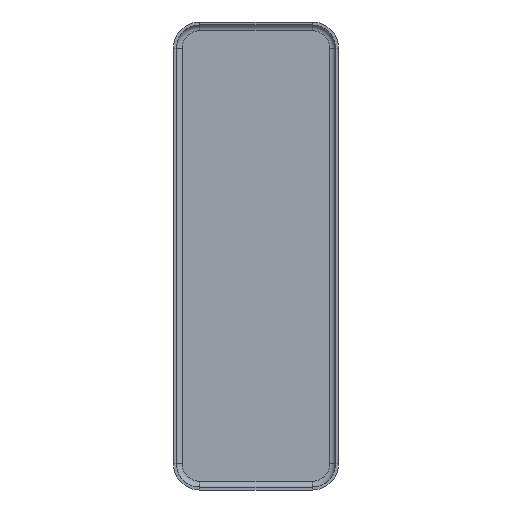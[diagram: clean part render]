
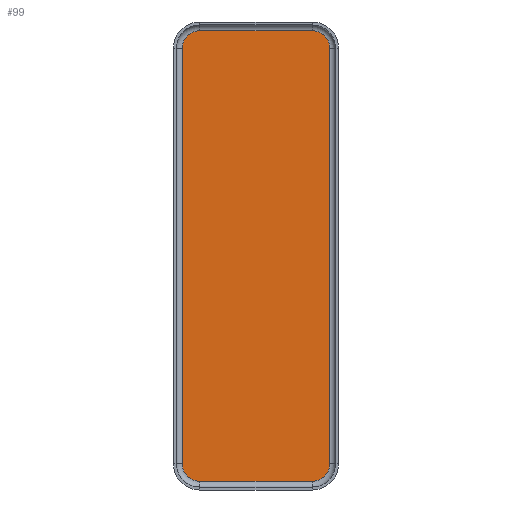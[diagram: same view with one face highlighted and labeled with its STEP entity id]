
A CAD part, front view. The second image highlights one B-rep face of the part: STEP entity #99.
In plain terms, the highlighted planar face has unit normal (0, -1, 0).
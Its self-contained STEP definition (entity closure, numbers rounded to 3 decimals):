
#30 = VERTEX_POINT ( 'NONE', #923 ) ;
#49 = CARTESIAN_POINT ( 'NONE',  ( 3.85, -0.2, 14.2 ) ) ;
#51 = AXIS2_PLACEMENT_3D ( 'NONE', #984, #437, #152 ) ;
#58 = ORIENTED_EDGE ( 'NONE', *, *, #927, .F. ) ;
#60 = DIRECTION ( 'NONE',  ( 0., 0., 1. ) ) ;
#79 = EDGE_CURVE ( 'NONE', #538, #286, #1124, .T. ) ;
#85 = CARTESIAN_POINT ( 'NONE',  ( 3.85, -0.2, -15.4 ) ) ;
#92 = VECTOR ( 'NONE', #1026, 1000. ) ;
#99 = ADVANCED_FACE ( 'NONE', ( #973 ), #1138, .T. ) ;
#120 = EDGE_CURVE ( 'NONE', #352, #1060, #839, .T. ) ;
#148 = LINE ( 'NONE', #85, #335 ) ;
#152 = DIRECTION ( 'NONE',  ( 0., 0., 1. ) ) ;
#157 = CARTESIAN_POINT ( 'NONE',  ( 3.85, -0.2, -14.2 ) ) ;
#158 = VECTOR ( 'NONE', #871, 1000. ) ;
#182 = EDGE_CURVE ( 'NONE', #952, #538, #581, .T. ) ;
#188 = CIRCLE ( 'NONE', #51, 1.2 ) ;
#209 = LINE ( 'NONE', #877, #1176 ) ;
#237 = CARTESIAN_POINT ( 'NONE',  ( 3.85, -0.2, 14.2 ) ) ;
#260 = AXIS2_PLACEMENT_3D ( 'NONE', #157, #791, #60 ) ;
#261 = EDGE_CURVE ( 'NONE', #1060, #952, #188, .T. ) ;
#286 = VERTEX_POINT ( 'NONE', #615 ) ;
#301 = EDGE_CURVE ( 'NONE', #325, #30, #372, .T. ) ;
#316 = ORIENTED_EDGE ( 'NONE', *, *, #182, .F. ) ;
#325 = VERTEX_POINT ( 'NONE', #534 ) ;
#335 = VECTOR ( 'NONE', #721, 1000. ) ;
#352 = VERTEX_POINT ( 'NONE', #798 ) ;
#372 = CIRCLE ( 'NONE', #260, 1.2 ) ;
#386 = EDGE_CURVE ( 'NONE', #30, #1043, #148, .T. ) ;
#388 = DIRECTION ( 'NONE',  ( 0., 1., 0. ) ) ;
#437 = DIRECTION ( 'NONE',  ( 0., 1., 0. ) ) ;
#448 = EDGE_CURVE ( 'NONE', #1043, #352, #614, .T. ) ;
#502 = CARTESIAN_POINT ( 'NONE',  ( 3.85, -0.2, 15.4 ) ) ;
#511 = DIRECTION ( 'NONE',  ( 0., 0., 1. ) ) ;
#534 = CARTESIAN_POINT ( 'NONE',  ( 5.05, -0.2, -14.2 ) ) ;
#538 = VERTEX_POINT ( 'NONE', #502 ) ;
#580 = ORIENTED_EDGE ( 'NONE', *, *, #448, .F. ) ;
#581 = LINE ( 'NONE', #1054, #92 ) ;
#598 = ORIENTED_EDGE ( 'NONE', *, *, #79, .F. ) ;
#599 = CARTESIAN_POINT ( 'NONE',  ( -5.05, -0.2, -14.2 ) ) ;
#613 = DIRECTION ( 'NONE',  ( 0., 0., -1. ) ) ;
#614 = CIRCLE ( 'NONE', #911, 1.2 ) ;
#615 = CARTESIAN_POINT ( 'NONE',  ( 5.05, -0.2, 14.2 ) ) ;
#669 = EDGE_LOOP ( 'NONE', ( #598, #316, #989, #968, #580, #1127, #870, #58 ) ) ;
#694 = DIRECTION ( 'NONE',  ( 0., -1., 0. ) ) ;
#721 = DIRECTION ( 'NONE',  ( -1., 0., 0. ) ) ;
#779 = DIRECTION ( 'NONE',  ( 0., 0., -1. ) ) ;
#783 = DIRECTION ( 'NONE',  ( 0., 1., 0. ) ) ;
#788 = CARTESIAN_POINT ( 'NONE',  ( -3.85, -0.2, -15.4 ) ) ;
#789 = AXIS2_PLACEMENT_3D ( 'NONE', #49, #694, #779 ) ;
#791 = DIRECTION ( 'NONE',  ( 0., 1., 0. ) ) ;
#798 = CARTESIAN_POINT ( 'NONE',  ( -5.05, -0.2, -14.2 ) ) ;
#823 = CARTESIAN_POINT ( 'NONE',  ( -3.85, -0.2, -14.2 ) ) ;
#839 = LINE ( 'NONE', #599, #158 ) ;
#870 = ORIENTED_EDGE ( 'NONE', *, *, #301, .F. ) ;
#871 = DIRECTION ( 'NONE',  ( 0., 0., 1. ) ) ;
#877 = CARTESIAN_POINT ( 'NONE',  ( 5.05, -0.2, 14.2 ) ) ;
#911 = AXIS2_PLACEMENT_3D ( 'NONE', #823, #388, #1099 ) ;
#923 = CARTESIAN_POINT ( 'NONE',  ( 3.85, -0.2, -15.4 ) ) ;
#927 = EDGE_CURVE ( 'NONE', #286, #325, #209, .T. ) ;
#952 = VERTEX_POINT ( 'NONE', #983 ) ;
#968 = ORIENTED_EDGE ( 'NONE', *, *, #120, .F. ) ;
#973 = FACE_OUTER_BOUND ( 'NONE', #669, .T. ) ;
#983 = CARTESIAN_POINT ( 'NONE',  ( -3.85, -0.2, 15.4 ) ) ;
#984 = CARTESIAN_POINT ( 'NONE',  ( -3.85, -0.2, 14.2 ) ) ;
#989 = ORIENTED_EDGE ( 'NONE', *, *, #261, .F. ) ;
#1026 = DIRECTION ( 'NONE',  ( 1., 0., 0. ) ) ;
#1043 = VERTEX_POINT ( 'NONE', #788 ) ;
#1054 = CARTESIAN_POINT ( 'NONE',  ( -3.85, -0.2, 15.4 ) ) ;
#1060 = VERTEX_POINT ( 'NONE', #1164 ) ;
#1099 = DIRECTION ( 'NONE',  ( 0., 0., 1. ) ) ;
#1109 = AXIS2_PLACEMENT_3D ( 'NONE', #237, #783, #511 ) ;
#1124 = CIRCLE ( 'NONE', #1109, 1.2 ) ;
#1127 = ORIENTED_EDGE ( 'NONE', *, *, #386, .F. ) ;
#1138 = PLANE ( 'NONE',  #789 ) ;
#1164 = CARTESIAN_POINT ( 'NONE',  ( -5.05, -0.2, 14.2 ) ) ;
#1176 = VECTOR ( 'NONE', #613, 1000. ) ;
